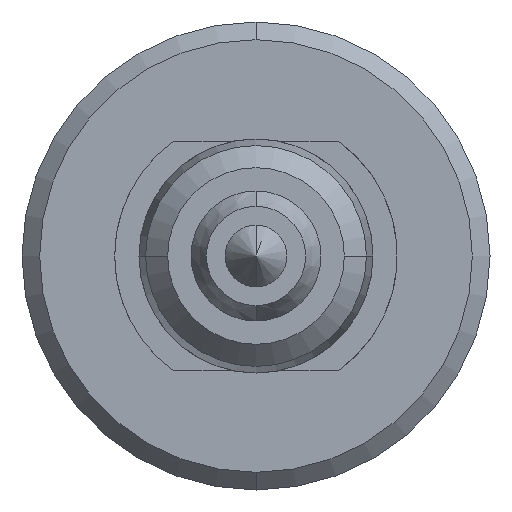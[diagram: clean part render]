
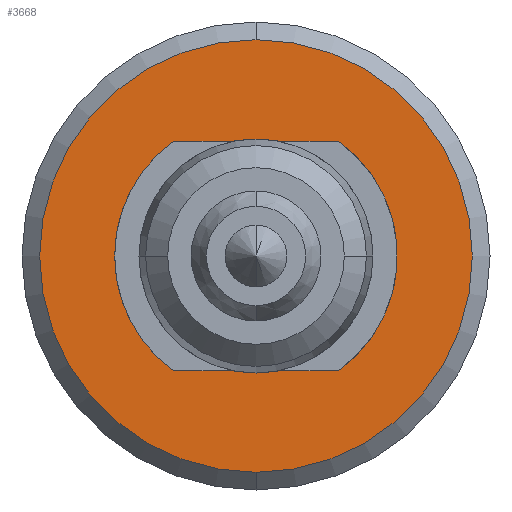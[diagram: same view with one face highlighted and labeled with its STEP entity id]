
A CAD part, front view. The second image highlights one B-rep face of the part: STEP entity #3668.
In plain terms, the highlighted planar face has unit normal (0, -1, 0).
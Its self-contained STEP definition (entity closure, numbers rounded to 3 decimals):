
#55 = EDGE_LOOP ( 'NONE', ( #1222, #4183 ) ) ;
#82 = CIRCLE ( 'NONE', #3149, 1.13 ) ;
#479 = CARTESIAN_POINT ( 'NONE',  ( 0., 33.7, -1.13 ) ) ;
#797 = PLANE ( 'NONE',  #3912 ) ;
#843 = VERTEX_POINT ( 'NONE', #3995 ) ;
#903 = EDGE_LOOP ( 'NONE', ( #2876, #4701 ) ) ;
#1005 = CARTESIAN_POINT ( 'NONE',  ( 1.13, 33.7, 0. ) ) ;
#1018 = CARTESIAN_POINT ( 'NONE',  ( 0., 33.7, -2.45 ) ) ;
#1055 = DIRECTION ( 'NONE',  ( 0., -1., 0. ) ) ;
#1103 = CIRCLE ( 'NONE', #2877, 1.13 ) ;
#1222 = ORIENTED_EDGE ( 'NONE', *, *, #2124, .T. ) ;
#1408 = CARTESIAN_POINT ( 'NONE',  ( 0., 33.7, 0. ) ) ;
#1417 = VERTEX_POINT ( 'NONE', #479 ) ;
#1548 = FACE_BOUND ( 'NONE', #903, .T. ) ;
#1579 = EDGE_CURVE ( 'Defeature ausgef�hrt2_35+Defeature ausgef�hrt2_36+Defeature ausgef�hrt2_36+Defeature ausgef�hrt2_36', #4367, #2377, #4907, .T. ) ;
#1631 = EDGE_CURVE ( 'Defeature ausgef�hrt2_32+Defeature ausgef�hrt2_35+Defeature ausgef�hrt2_35+Defeature ausgef�hrt2_35', #843, #1417, #1103, .T. ) ;
#1782 = FACE_OUTER_BOUND ( 'NONE', #55, .T. ) ;
#1810 = AXIS2_PLACEMENT_3D ( 'NONE', #1408, #1055, #2574 ) ;
#2124 = EDGE_CURVE ( 'Defeature ausgef�hrt2_35+Defeature ausgef�hrt2_36+Defeature ausgef�hrt2_36+Defeature ausgef�hrt2_36', #2377, #4367, #3604, .T. ) ;
#2148 = DIRECTION ( 'NONE',  ( 0., 0., -1. ) ) ;
#2264 = DIRECTION ( 'NONE',  ( 0., 0., -1. ) ) ;
#2377 = VERTEX_POINT ( 'NONE', #4288 ) ;
#2574 = DIRECTION ( 'NONE',  ( 0., 0., -1. ) ) ;
#2640 = EDGE_CURVE ( 'Defeature ausgef�hrt2_32+Defeature ausgef�hrt2_35+Defeature ausgef�hrt2_35+Defeature ausgef�hrt2_35', #1417, #843, #82, .T. ) ;
#2876 = ORIENTED_EDGE ( 'NONE', *, *, #2640, .F. ) ;
#2877 = AXIS2_PLACEMENT_3D ( 'NONE', #4039, #4416, #2264 ) ;
#3149 = AXIS2_PLACEMENT_3D ( 'NONE', #3687, #3297, #2148 ) ;
#3297 = DIRECTION ( 'NONE',  ( 0., -1., 0. ) ) ;
#3604 = CIRCLE ( 'NONE', #1810, 2.45 ) ;
#3613 = DIRECTION ( 'NONE',  ( 0., 0., -1. ) ) ;
#3668 = ADVANCED_FACE ( 'Defeature ausgef�hrt2_35', ( #1782, #1548 ), #797, .T. ) ;
#3687 = CARTESIAN_POINT ( 'NONE',  ( 0., 33.7, 0. ) ) ;
#3719 = DIRECTION ( 'NONE',  ( 0., -1., 0. ) ) ;
#3912 = AXIS2_PLACEMENT_3D ( 'NONE', #1005, #4037, #3613 ) ;
#3995 = CARTESIAN_POINT ( 'NONE',  ( 0., 33.7, 1.13 ) ) ;
#3996 = AXIS2_PLACEMENT_3D ( 'NONE', #4782, #3719, #4850 ) ;
#4037 = DIRECTION ( 'NONE',  ( 0., -1., 0. ) ) ;
#4039 = CARTESIAN_POINT ( 'NONE',  ( 0., 33.7, 0. ) ) ;
#4183 = ORIENTED_EDGE ( 'NONE', *, *, #1579, .T. ) ;
#4288 = CARTESIAN_POINT ( 'NONE',  ( 0., 33.7, 2.45 ) ) ;
#4367 = VERTEX_POINT ( 'NONE', #1018 ) ;
#4416 = DIRECTION ( 'NONE',  ( 0., -1., 0. ) ) ;
#4701 = ORIENTED_EDGE ( 'NONE', *, *, #1631, .F. ) ;
#4782 = CARTESIAN_POINT ( 'NONE',  ( 0., 33.7, 0. ) ) ;
#4850 = DIRECTION ( 'NONE',  ( 0., 0., -1. ) ) ;
#4907 = CIRCLE ( 'NONE', #3996, 2.45 ) ;
